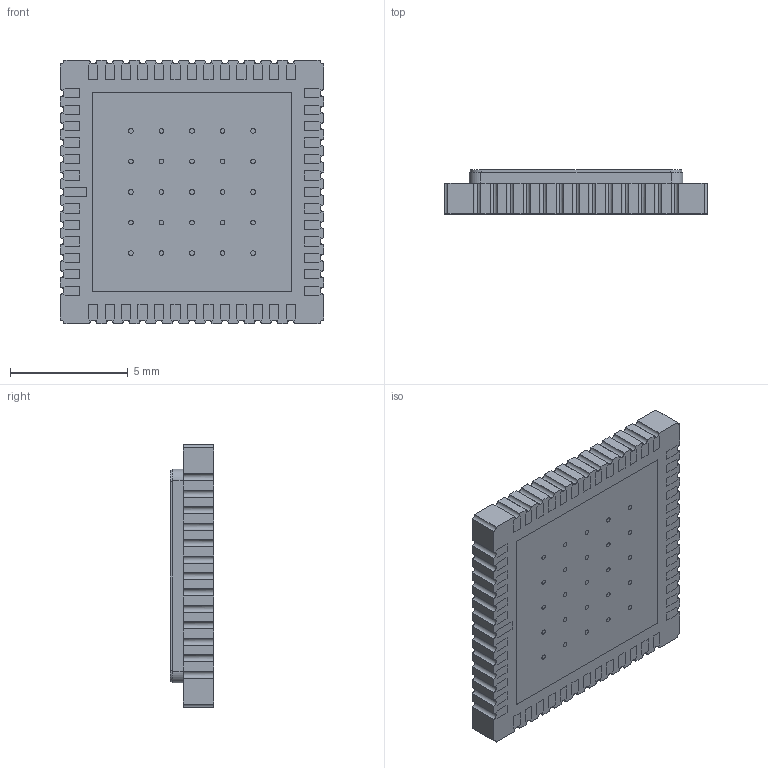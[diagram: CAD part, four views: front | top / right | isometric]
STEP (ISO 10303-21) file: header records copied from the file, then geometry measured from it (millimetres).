
FILE_DESCRIPTION (( 'STEP AP214' ), '1' );
FILE_NAME ('ÒÑÊß.301176.027 Êîðïóñ ÌÊ 5152.52-3 Ê.STEP', '2026-02-24T06:33:00', ( '' ), ( '' ), 'SwSTEP 2.0', 'SolidWorks 2019', '' );
FILE_SCHEMA (( 'AUTOMOTIVE_DESIGN' ));
Length unit declared in the file: millimetre
Products named in the file (5): Äåòàëü Îñíîâàíèå^ÒÑÊß.431433.127 Îñíîâàíèå-çàãîòîâêà; 已蔬.431433.126 务眍忄龛錩绁噔ウ; 已蔬.725212.022 署赅; ﾒﾑﾊﾟ.431433.127 ﾎ魵瑙韃-鈞胛粲濱逾珞･ｦ; ÒÑÊß.301176.027 Êîðïóñ ÌÊ 5152.52-3 Ê
Assembly tree (4 placements, depth 4):
  ÒÑÊß.301176.027 Êîðïóñ ÌÊ 5152.52-3 Ê
    已蔬.431433.126 务眍忄龛錩绁噔ウ
      ﾒﾑﾊﾟ.431433.127 ﾎ魵瑙韃-鈞胛粲濱逾珞･ｦ
        Äåòàëü Îñíîâàíèå^ÒÑÊß.431433.127 Îñíîâàíèå-çàãîòîâêà
    已蔬.725212.022 署赅
Bounding box: 11.2 x 1.86 x 11.2 mm (x, y, z)
Volume: 136.4 mm3; surface area: 544.5 mm2
Topology: 2 solids, 28 shells, 824 faces, 2286 edges, 1524 vertices
Faces by surface type: plane 680, cylinder 144
Entity records: 26272 total; most frequent: CARTESIAN_POINT 4643, ORIENTED_EDGE 4572, DIRECTION 4344, EDGE_CURVE 2286, LINE 1894, VECTOR 1894, VERTEX_POINT 1524, AXIS2_PLACEMENT_3D 1225
